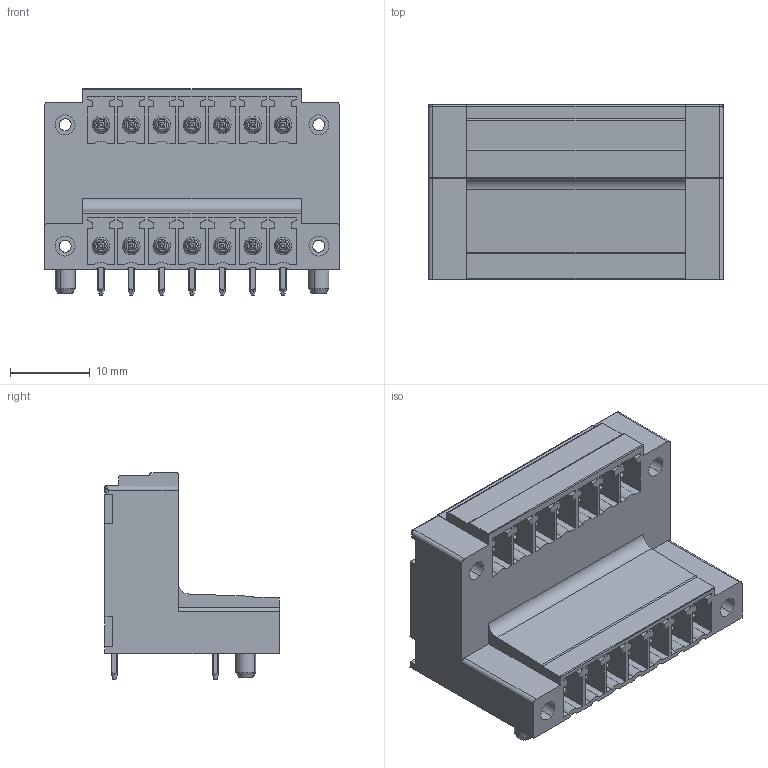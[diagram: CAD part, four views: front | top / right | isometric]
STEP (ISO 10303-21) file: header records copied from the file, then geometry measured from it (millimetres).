
FILE_DESCRIPTION(('CATIA V5 STEP Exchange','CAx-IF Rec.Pracs.--- Model Styling and Organization---1.2---2011-12-15'),'2;1');
FILE_NAME ('D1447239_0', '2018-10-15T06:15:00+00:00', ('none'), ('Weidmueller'), 'CATIA Version 5-6 Release 2014', 'CATIA V5 STEP AP214', 'none');
FILE_SCHEMA(('AUTOMOTIVE_DESIGN { 1 0 10303 214 1 1 1 1 }'));
Length unit declared in the file: millimetre
Products named in the file (1): 1032630000
Bounding box: 37.06 x 21.9 x 25.9 mm (x, y, z)
Volume: 7139.4 mm3; surface area: 8999.6 mm2
Topology: 15 solids, 15 shells, 1020 faces, 2780 edges, 1826 vertices
Faces by surface type: plane 624, cylinder 274, cone 78, torus 28, revolution 14, bspline 2
Entity records: 31801 total; most frequent: CARTESIAN_POINT 8747, ORIENTED_EDGE 5556, DIRECTION 3400, EDGE_CURVE 2778, VECTOR 1920, LINE 1920, VERTEX_POINT 1826, EDGE_LOOP 1094
